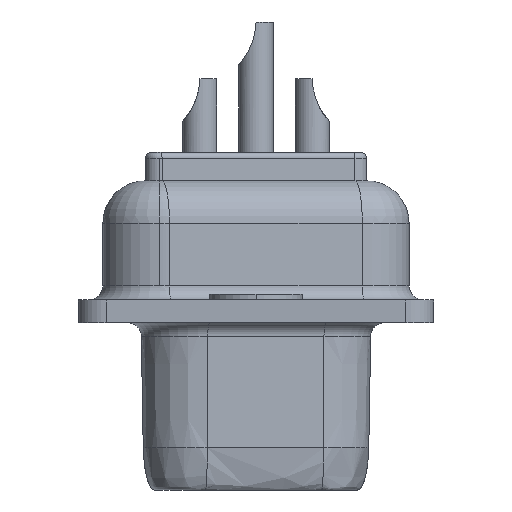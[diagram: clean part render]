
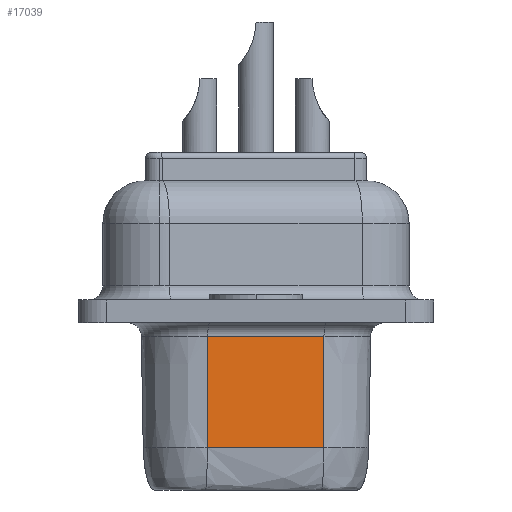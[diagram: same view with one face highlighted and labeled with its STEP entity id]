
A CAD part, left-side view. The second image highlights one B-rep face of the part: STEP entity #17039.
In plain terms, the highlighted planar face has unit normal (-0.985, -0.174, -0.018).
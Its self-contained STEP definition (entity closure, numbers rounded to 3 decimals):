
#397 = CARTESIAN_POINT ( 'NONE',  ( -19.187, 1.716, 1.493 ) ) ;
#569 = VECTOR ( 'NONE', #2667, 1000. ) ;
#809 = ORIENTED_EDGE ( 'NONE', *, *, #17264, .F. ) ;
#1590 = VERTEX_POINT ( 'NONE', #9506 ) ;
#1720 = CARTESIAN_POINT ( 'NONE',  ( -19.161, 1.72, 0. ) ) ;
#1946 = VECTOR ( 'NONE', #16542, 1000. ) ;
#2132 = DIRECTION ( 'NONE',  ( -0.174, 0.985, 0. ) ) ;
#2449 = B_SPLINE_CURVE_WITH_KNOTS ( 'NONE', 3,
 ( #397, #12023, #10675, #12302 ),
 .UNSPECIFIED., .F., .F.,
 ( 4, 4 ),
 ( 0., 1. ),
 .UNSPECIFIED. ) ;
#2667 = DIRECTION ( 'NONE',  ( 0.017, 0.003, -1. ) ) ;
#3000 = VERTEX_POINT ( 'NONE', #17089 ) ;
#3243 = DIRECTION ( 'NONE',  ( 0.174, -0.985, 0. ) ) ;
#3434 = CARTESIAN_POINT ( 'NONE',  ( -19.187, 1.716, 1.493 ) ) ;
#3500 = LINE ( 'NONE', #9360, #1946 ) ;
#4122 = VERTEX_POINT ( 'NONE', #5285 ) ;
#5009 = LINE ( 'NONE', #10845, #14859 ) ;
#5285 = CARTESIAN_POINT ( 'NONE',  ( -18.464, -2.384, 1.493 ) ) ;
#7438 = ORIENTED_EDGE ( 'NONE', *, *, #9357, .T. ) ;
#7876 = EDGE_CURVE ( 'NONE', #1590, #12120, #3500, .T. ) ;
#8576 = ORIENTED_EDGE ( 'NONE', *, *, #7876, .T. ) ;
#8900 = FACE_OUTER_BOUND ( 'NONE', #14043, .T. ) ;
#9357 = EDGE_CURVE ( 'NONE', #3000, #1590, #5009, .T. ) ;
#9360 = CARTESIAN_POINT ( 'NONE',  ( -19.161, 1.72, 0. ) ) ;
#9451 = AXIS2_PLACEMENT_3D ( 'NONE', #1720, #16365, #3243 ) ;
#9506 = CARTESIAN_POINT ( 'NONE',  ( -19.254, 1.704, 5.409 ) ) ;
#9744 = LINE ( 'NONE', #17211, #569 ) ;
#10402 = ORIENTED_EDGE ( 'NONE', *, *, #16408, .T. ) ;
#10624 = PLANE ( 'NONE',  #9451 ) ;
#10675 = CARTESIAN_POINT ( 'NONE',  ( -18.705, -1.018, 1.493 ) ) ;
#10845 = CARTESIAN_POINT ( 'NONE',  ( -19.254, 1.704, 5.409 ) ) ;
#12023 = CARTESIAN_POINT ( 'NONE',  ( -18.946, 0.349, 1.493 ) ) ;
#12120 = VERTEX_POINT ( 'NONE', #3434 ) ;
#12302 = CARTESIAN_POINT ( 'NONE',  ( -18.464, -2.384, 1.493 ) ) ;
#14043 = EDGE_LOOP ( 'NONE', ( #8576, #10402, #809, #7438 ) ) ;
#14859 = VECTOR ( 'NONE', #2132, 1000. ) ;
#16365 = DIRECTION ( 'NONE',  ( -0.985, -0.174, -0.017 ) ) ;
#16408 = EDGE_CURVE ( 'NONE', #12120, #4122, #2449, .T. ) ;
#16542 = DIRECTION ( 'NONE',  ( 0.017, 0.003, -1. ) ) ;
#17039 = ADVANCED_FACE ( 'NONE', ( #8900 ), #10624, .T. ) ;
#17089 = CARTESIAN_POINT ( 'NONE',  ( -18.531, -2.396, 5.409 ) ) ;
#17211 = CARTESIAN_POINT ( 'NONE',  ( -18.438, -2.38, 0. ) ) ;
#17264 = EDGE_CURVE ( 'NONE', #3000, #4122, #9744, .T. ) ;
